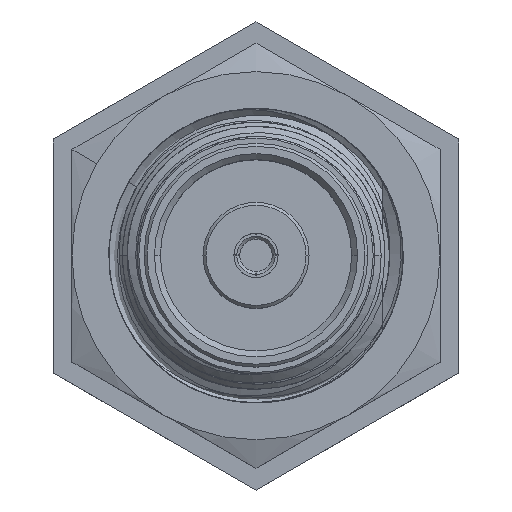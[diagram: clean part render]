
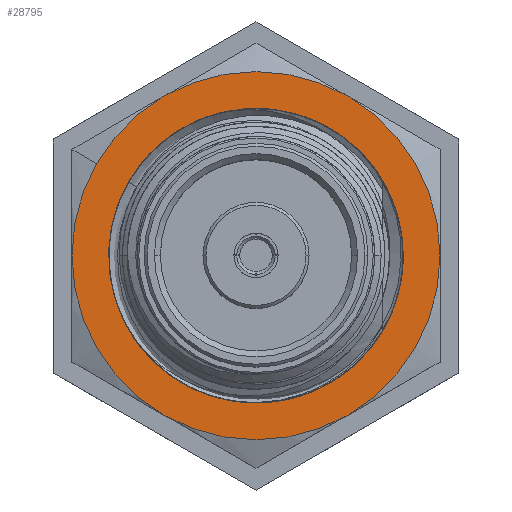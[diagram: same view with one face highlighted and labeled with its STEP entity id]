
A CAD part, top view. The second image highlights one B-rep face of the part: STEP entity #28795.
In plain terms, the highlighted face is planar.
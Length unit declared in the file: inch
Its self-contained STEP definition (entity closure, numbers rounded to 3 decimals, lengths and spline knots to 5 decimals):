
#131 = EDGE_CURVE ( 'NONE', #11401, #24760, #16878, .T. ) ;
#140 = EDGE_LOOP ( 'NONE', ( #5155, #8307 ) ) ;
#1083 = AXIS2_PLACEMENT_3D ( 'NONE', #11819, #32716, #27499 ) ;
#1364 = ORIENTED_EDGE ( 'NONE', *, *, #6308, .T. ) ;
#1692 = CARTESIAN_POINT ( 'NONE',  ( 0.418, 0., 0. ) ) ;
#1939 = ORIENTED_EDGE ( 'NONE', *, *, #24468, .T. ) ;
#2496 = VERTEX_POINT ( 'NONE', #21145 ) ;
#2946 = DIRECTION ( 'NONE',  ( 0., 0.5, -0.866 ) ) ;
#3062 = CARTESIAN_POINT ( 'NONE',  ( 0.418, 0.27063, 0.15625 ) ) ;
#3942 = CARTESIAN_POINT ( 'NONE',  ( 0.418, 0.15625, -0.27063 ) ) ;
#4691 = AXIS2_PLACEMENT_3D ( 'NONE', #1692, #33470, #12258 ) ;
#5155 = ORIENTED_EDGE ( 'NONE', *, *, #24670, .F. ) ;
#6308 = EDGE_CURVE ( 'NONE', #23103, #2496, #11571, .T. ) ;
#6556 = CIRCLE ( 'NONE', #27759, 0.25 ) ;
#6913 = FACE_BOUND ( 'NONE', #140, .T. ) ;
#7023 = DIRECTION ( 'NONE',  ( -1., 0., 0. ) ) ;
#7912 = ORIENTED_EDGE ( 'NONE', *, *, #27400, .T. ) ;
#8307 = ORIENTED_EDGE ( 'NONE', *, *, #131, .F. ) ;
#8748 = ORIENTED_EDGE ( 'NONE', *, *, #22061, .T. ) ;
#9025 = CIRCLE ( 'NONE', #4691, 0.3125 ) ;
#9266 = AXIS2_PLACEMENT_3D ( 'NONE', #18197, #28644, #20534 ) ;
#9477 = VERTEX_POINT ( 'NONE', #27827 ) ;
#9917 = CARTESIAN_POINT ( 'NONE',  ( 0.418, 0., -0.3125 ) ) ;
#10339 = CIRCLE ( 'NONE', #30895, 0.3125 ) ;
#11320 = CARTESIAN_POINT ( 'NONE',  ( 0.418, 0.06947, 0.24015 ) ) ;
#11401 = VERTEX_POINT ( 'NONE', #11320 ) ;
#11571 = CIRCLE ( 'NONE', #9266, 0.3125 ) ;
#11819 = CARTESIAN_POINT ( 'NONE',  ( 0.418, 0., 0. ) ) ;
#12258 = DIRECTION ( 'NONE',  ( 0., 0.5, -0.866 ) ) ;
#12586 = DIRECTION ( 'NONE',  ( 0., 0.5, -0.866 ) ) ;
#13020 = DIRECTION ( 'NONE',  ( -1., 0., 0. ) ) ;
#14076 = ORIENTED_EDGE ( 'NONE', *, *, #26504, .T. ) ;
#15112 = CARTESIAN_POINT ( 'NONE',  ( 0.418, 0., 0. ) ) ;
#15850 = VERTEX_POINT ( 'NONE', #3062 ) ;
#16163 = CARTESIAN_POINT ( 'NONE',  ( 0.418, 0., 0. ) ) ;
#16403 = CARTESIAN_POINT ( 'NONE',  ( 0.418, 0.21894, 0.12069 ) ) ;
#16874 = DIRECTION ( 'NONE',  ( -1., 0., 0. ) ) ;
#16878 = CIRCLE ( 'NONE', #1083, 0.25 ) ;
#18197 = CARTESIAN_POINT ( 'NONE',  ( 0.418, 0., 0. ) ) ;
#18743 = DIRECTION ( 'NONE',  ( -1., 0., 0. ) ) ;
#18935 = EDGE_CURVE ( 'NONE', #29186, #19647, #31450, .T. ) ;
#19277 = ORIENTED_EDGE ( 'NONE', *, *, #22097, .T. ) ;
#19329 = CARTESIAN_POINT ( 'NONE',  ( 0.418, 0., 0. ) ) ;
#19647 = VERTEX_POINT ( 'NONE', #3942 ) ;
#19976 = CARTESIAN_POINT ( 'NONE',  ( 0.418, 0., 0. ) ) ;
#20534 = DIRECTION ( 'NONE',  ( 0., 0.5, -0.866 ) ) ;
#20751 = DIRECTION ( 'NONE',  ( -1., 0., 0. ) ) ;
#21145 = CARTESIAN_POINT ( 'NONE',  ( 0.418, -0.27063, 0.15625 ) ) ;
#21406 = AXIS2_PLACEMENT_3D ( 'NONE', #21610, #31979, #2946 ) ;
#21610 = CARTESIAN_POINT ( 'NONE',  ( 0.418, 0., 0. ) ) ;
#21617 = DIRECTION ( 'NONE',  ( 0., 0.5, -0.866 ) ) ;
#22061 = EDGE_CURVE ( 'NONE', #15850, #29186, #29922, .T. ) ;
#22097 = EDGE_CURVE ( 'NONE', #2496, #9477, #22423, .T. ) ;
#22423 = CIRCLE ( 'NONE', #24530, 0.3125 ) ;
#22745 = AXIS2_PLACEMENT_3D ( 'NONE', #23367, #26030, #28705 ) ;
#23103 = VERTEX_POINT ( 'NONE', #27912 ) ;
#23303 = PLANE ( 'NONE',  #30055 ) ;
#23367 = CARTESIAN_POINT ( 'NONE',  ( 0.418, 0., 0. ) ) ;
#23417 = DIRECTION ( 'NONE',  ( 0., 0.5, -0.866 ) ) ;
#24468 = EDGE_CURVE ( 'NONE', #29874, #23103, #10339, .T. ) ;
#24530 = AXIS2_PLACEMENT_3D ( 'NONE', #16163, #18743, #21617 ) ;
#24670 = EDGE_CURVE ( 'NONE', #24760, #11401, #6556, .T. ) ;
#24760 = VERTEX_POINT ( 'NONE', #16403 ) ;
#24782 = EDGE_LOOP ( 'NONE', ( #34160, #7912, #1939, #1364, #19277, #14076, #8748 ) ) ;
#25221 = CIRCLE ( 'NONE', #30466, 0.3125 ) ;
#25457 = CARTESIAN_POINT ( 'NONE',  ( 0.418, 0.27063, -0.15625 ) ) ;
#26000 = FACE_OUTER_BOUND ( 'NONE', #24782, .T. ) ;
#26030 = DIRECTION ( 'NONE',  ( -1., 0., 0. ) ) ;
#26504 = EDGE_CURVE ( 'NONE', #9477, #15850, #25221, .T. ) ;
#27400 = EDGE_CURVE ( 'NONE', #19647, #29874, #9025, .T. ) ;
#27499 = DIRECTION ( 'NONE',  ( 0., 0.5, -0.866 ) ) ;
#27759 = AXIS2_PLACEMENT_3D ( 'NONE', #19329, #16874, #29995 ) ;
#27827 = CARTESIAN_POINT ( 'NONE',  ( 0.418, 0., 0.3125 ) ) ;
#27912 = CARTESIAN_POINT ( 'NONE',  ( 0.418, -0.27063, -0.15625 ) ) ;
#28644 = DIRECTION ( 'NONE',  ( -1., 0., 0. ) ) ;
#28705 = DIRECTION ( 'NONE',  ( 0., 0.5, -0.866 ) ) ;
#28795 = ADVANCED_FACE ( 'NONE', ( #6913, #26000 ), #23303, .T. ) ;
#29186 = VERTEX_POINT ( 'NONE', #25457 ) ;
#29874 = VERTEX_POINT ( 'NONE', #9917 ) ;
#29922 = CIRCLE ( 'NONE', #22745, 0.3125 ) ;
#29995 = DIRECTION ( 'NONE',  ( 0., 0.5, -0.866 ) ) ;
#30055 = AXIS2_PLACEMENT_3D ( 'NONE', #34089, #20751, #23417 ) ;
#30466 = AXIS2_PLACEMENT_3D ( 'NONE', #15112, #7023, #12586 ) ;
#30895 = AXIS2_PLACEMENT_3D ( 'NONE', #19976, #13020, #33427 ) ;
#31450 = CIRCLE ( 'NONE', #21406, 0.3125 ) ;
#31979 = DIRECTION ( 'NONE',  ( -1., 0., 0. ) ) ;
#32716 = DIRECTION ( 'NONE',  ( -1., 0., 0. ) ) ;
#33427 = DIRECTION ( 'NONE',  ( 0., 0.5, -0.866 ) ) ;
#33470 = DIRECTION ( 'NONE',  ( -1., 0., 0. ) ) ;
#34089 = CARTESIAN_POINT ( 'NONE',  ( 0.418, 0., 0. ) ) ;
#34160 = ORIENTED_EDGE ( 'NONE', *, *, #18935, .T. ) ;
